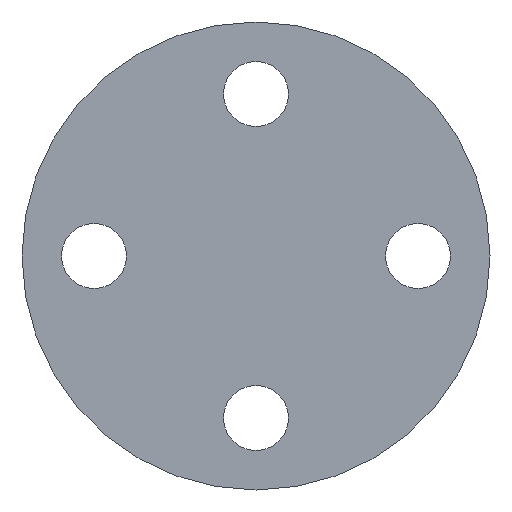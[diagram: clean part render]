
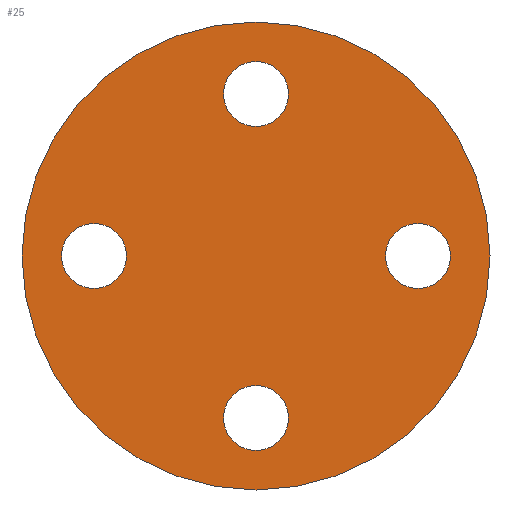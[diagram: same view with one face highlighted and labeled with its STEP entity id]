
A CAD part, front view. The second image highlights one B-rep face of the part: STEP entity #25.
In plain terms, the highlighted planar face has unit normal (0, -1, 0).
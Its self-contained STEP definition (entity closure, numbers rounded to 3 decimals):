
#2 = AXIS2_PLACEMENT_3D ( 'NONE', #230, #227, #454 ) ;
#3 = FACE_BOUND ( 'NONE', #169, .T. ) ;
#4 = EDGE_CURVE ( 'NONE', #356, #471, #551, .T. ) ;
#16 = VERTEX_POINT ( 'NONE', #384 ) ;
#18 = ORIENTED_EDGE ( 'NONE', *, *, #126, .T. ) ;
#25 = ADVANCED_FACE ( 'NONE', ( #3, #345, #84, #121, #253 ), #389, .F. ) ;
#29 = CARTESIAN_POINT ( 'NONE',  ( 0., 0., 36. ) ) ;
#36 = CARTESIAN_POINT ( 'NONE',  ( 54., 0., 0. ) ) ;
#49 = DIRECTION ( 'NONE',  ( -1., 0., 0. ) ) ;
#52 = VERTEX_POINT ( 'NONE', #293 ) ;
#59 = EDGE_LOOP ( 'NONE', ( #352, #438 ) ) ;
#61 = VERTEX_POINT ( 'NONE', #36 ) ;
#63 = EDGE_CURVE ( 'NONE', #177, #52, #363, .T. ) ;
#66 = CIRCLE ( 'NONE', #2, 9. ) ;
#74 = CARTESIAN_POINT ( 'NONE',  ( 0., 0., 0. ) ) ;
#78 = CIRCLE ( 'NONE', #399, 65. ) ;
#80 = DIRECTION ( 'NONE',  ( 0., 1., 0. ) ) ;
#84 = FACE_BOUND ( 'NONE', #303, .T. ) ;
#88 = DIRECTION ( 'NONE',  ( 0., 0., -1. ) ) ;
#90 = EDGE_CURVE ( 'NONE', #453, #240, #430, .T. ) ;
#91 = VERTEX_POINT ( 'NONE', #222 ) ;
#100 = AXIS2_PLACEMENT_3D ( 'NONE', #511, #115, #300 ) ;
#103 = EDGE_CURVE ( 'NONE', #16, #61, #210, .T. ) ;
#110 = CARTESIAN_POINT ( 'NONE',  ( -45., 0., 0. ) ) ;
#115 = DIRECTION ( 'NONE',  ( 0., 1., 0. ) ) ;
#118 = CARTESIAN_POINT ( 'NONE',  ( 0., 0., -45. ) ) ;
#121 = FACE_BOUND ( 'NONE', #405, .T. ) ;
#124 = ORIENTED_EDGE ( 'NONE', *, *, #537, .F. ) ;
#126 = EDGE_CURVE ( 'NONE', #52, #177, #245, .T. ) ;
#127 = DIRECTION ( 'NONE',  ( 0., 1., 0. ) ) ;
#130 = CARTESIAN_POINT ( 'NONE',  ( 0., 0., 65. ) ) ;
#142 = EDGE_CURVE ( 'NONE', #240, #453, #287, .T. ) ;
#162 = AXIS2_PLACEMENT_3D ( 'NONE', #110, #461, #541 ) ;
#169 = EDGE_LOOP ( 'NONE', ( #347, #274 ) ) ;
#177 = VERTEX_POINT ( 'NONE', #433 ) ;
#180 = DIRECTION ( 'NONE',  ( 0., 0., -1. ) ) ;
#181 = CARTESIAN_POINT ( 'NONE',  ( -45., 0., 0. ) ) ;
#183 = EDGE_LOOP ( 'NONE', ( #124, #312 ) ) ;
#184 = DIRECTION ( 'NONE',  ( 0., 1., 0. ) ) ;
#204 = AXIS2_PLACEMENT_3D ( 'NONE', #520, #127, #305 ) ;
#207 = VERTEX_POINT ( 'NONE', #130 ) ;
#208 = AXIS2_PLACEMENT_3D ( 'NONE', #442, #354, #88 ) ;
#210 = CIRCLE ( 'NONE', #538, 9. ) ;
#222 = CARTESIAN_POINT ( 'NONE',  ( 0., 0., -65. ) ) ;
#227 = DIRECTION ( 'NONE',  ( 0., 1., 0. ) ) ;
#230 = CARTESIAN_POINT ( 'NONE',  ( 45., 0., 0. ) ) ;
#240 = VERTEX_POINT ( 'NONE', #414 ) ;
#241 = EDGE_CURVE ( 'NONE', #471, #356, #341, .T. ) ;
#245 = CIRCLE ( 'NONE', #100, 9. ) ;
#253 = FACE_OUTER_BOUND ( 'NONE', #183, .T. ) ;
#259 = CARTESIAN_POINT ( 'NONE',  ( 45., 0., 0. ) ) ;
#268 = AXIS2_PLACEMENT_3D ( 'NONE', #426, #514, #380 ) ;
#274 = ORIENTED_EDGE ( 'NONE', *, *, #241, .T. ) ;
#287 = CIRCLE ( 'NONE', #504, 9. ) ;
#293 = CARTESIAN_POINT ( 'NONE',  ( 0., 0., -54. ) ) ;
#298 = CARTESIAN_POINT ( 'NONE',  ( -54., 0., 0. ) ) ;
#300 = DIRECTION ( 'NONE',  ( 0., 0., 1. ) ) ;
#303 = EDGE_LOOP ( 'NONE', ( #494, #344 ) ) ;
#305 = DIRECTION ( 'NONE',  ( 0., 0., 1. ) ) ;
#312 = ORIENTED_EDGE ( 'NONE', *, *, #546, .F. ) ;
#316 = CARTESIAN_POINT ( 'NONE',  ( 0., 0., 45. ) ) ;
#317 = DIRECTION ( 'NONE',  ( 1., 0., 0. ) ) ;
#322 = AXIS2_PLACEMENT_3D ( 'NONE', #118, #80, #381 ) ;
#334 = CIRCLE ( 'NONE', #268, 65. ) ;
#341 = CIRCLE ( 'NONE', #162, 9. ) ;
#344 = ORIENTED_EDGE ( 'NONE', *, *, #419, .T. ) ;
#345 = FACE_BOUND ( 'NONE', #59, .T. ) ;
#347 = ORIENTED_EDGE ( 'NONE', *, *, #4, .T. ) ;
#352 = ORIENTED_EDGE ( 'NONE', *, *, #90, .T. ) ;
#354 = DIRECTION ( 'NONE',  ( 0., 1., 0. ) ) ;
#356 = VERTEX_POINT ( 'NONE', #542 ) ;
#363 = CIRCLE ( 'NONE', #322, 9. ) ;
#380 = DIRECTION ( 'NONE',  ( 0., 0., 1. ) ) ;
#381 = DIRECTION ( 'NONE',  ( 0., 0., 1. ) ) ;
#384 = CARTESIAN_POINT ( 'NONE',  ( 36., 0., 0. ) ) ;
#389 = PLANE ( 'NONE',  #204 ) ;
#399 = AXIS2_PLACEMENT_3D ( 'NONE', #74, #418, #507 ) ;
#403 = DIRECTION ( 'NONE',  ( 0., 1., 0. ) ) ;
#404 = DIRECTION ( 'NONE',  ( 0., 1., 0. ) ) ;
#405 = EDGE_LOOP ( 'NONE', ( #531, #18 ) ) ;
#414 = CARTESIAN_POINT ( 'NONE',  ( 0., 0., 54. ) ) ;
#418 = DIRECTION ( 'NONE',  ( 0., 1., 0. ) ) ;
#419 = EDGE_CURVE ( 'NONE', #61, #16, #66, .T. ) ;
#426 = CARTESIAN_POINT ( 'NONE',  ( 0., 0., 0. ) ) ;
#430 = CIRCLE ( 'NONE', #208, 9. ) ;
#433 = CARTESIAN_POINT ( 'NONE',  ( 0., 0., -36. ) ) ;
#438 = ORIENTED_EDGE ( 'NONE', *, *, #142, .T. ) ;
#442 = CARTESIAN_POINT ( 'NONE',  ( 0., 0., 45. ) ) ;
#453 = VERTEX_POINT ( 'NONE', #29 ) ;
#454 = DIRECTION ( 'NONE',  ( -1., 0., 0. ) ) ;
#461 = DIRECTION ( 'NONE',  ( 0., 1., 0. ) ) ;
#462 = AXIS2_PLACEMENT_3D ( 'NONE', #181, #404, #317 ) ;
#471 = VERTEX_POINT ( 'NONE', #298 ) ;
#494 = ORIENTED_EDGE ( 'NONE', *, *, #103, .T. ) ;
#504 = AXIS2_PLACEMENT_3D ( 'NONE', #316, #184, #180 ) ;
#507 = DIRECTION ( 'NONE',  ( 0., 0., 1. ) ) ;
#511 = CARTESIAN_POINT ( 'NONE',  ( 0., 0., -45. ) ) ;
#514 = DIRECTION ( 'NONE',  ( 0., 1., 0. ) ) ;
#520 = CARTESIAN_POINT ( 'NONE',  ( 0., 0., 0. ) ) ;
#531 = ORIENTED_EDGE ( 'NONE', *, *, #63, .T. ) ;
#537 = EDGE_CURVE ( 'NONE', #91, #207, #78, .T. ) ;
#538 = AXIS2_PLACEMENT_3D ( 'NONE', #259, #403, #49 ) ;
#541 = DIRECTION ( 'NONE',  ( 1., 0., 0. ) ) ;
#542 = CARTESIAN_POINT ( 'NONE',  ( -36., 0., 0. ) ) ;
#546 = EDGE_CURVE ( 'NONE', #207, #91, #334, .T. ) ;
#551 = CIRCLE ( 'NONE', #462, 9. ) ;
